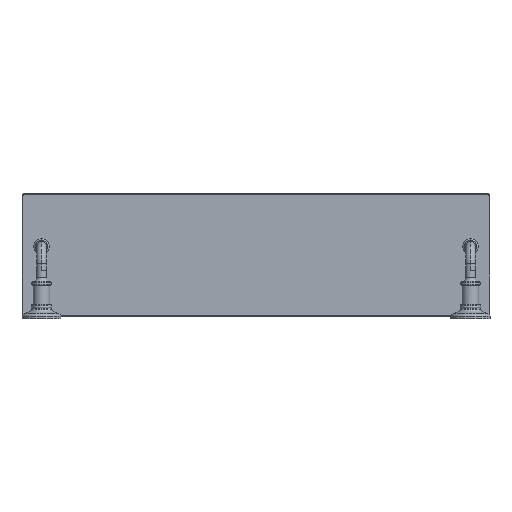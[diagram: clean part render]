
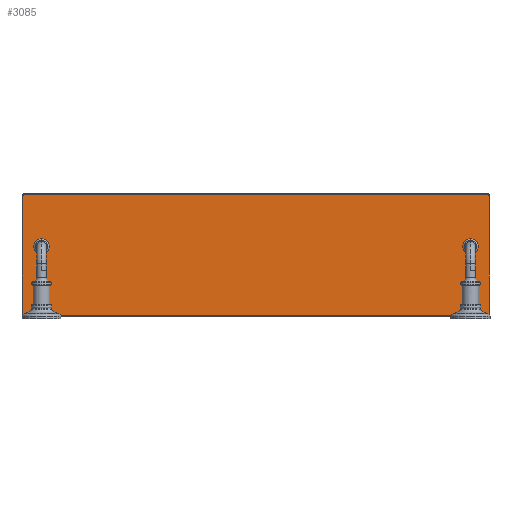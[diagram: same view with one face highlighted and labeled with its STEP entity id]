
A CAD part, front view. The second image highlights one B-rep face of the part: STEP entity #3085.
In plain terms, the highlighted planar face has unit normal (0, -1, 0).
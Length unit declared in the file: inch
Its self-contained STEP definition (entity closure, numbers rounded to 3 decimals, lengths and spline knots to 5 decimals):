
#2714=CARTESIAN_POINT('',(22.84252,1.42709,0.15452));
#2715=CARTESIAN_POINT('',(22.85508,1.42709,0.15452));
#2716=CARTESIAN_POINT('',(22.87898,1.42709,0.15832));
#2717=CARTESIAN_POINT('',(22.91272,1.42709,0.17519));
#2718=CARTESIAN_POINT('',(22.93957,1.42709,0.20182));
#2719=CARTESIAN_POINT('',(22.95676,1.42709,0.23583));
#2720=CARTESIAN_POINT('',(22.96063,1.42709,0.25993));
#2721=CARTESIAN_POINT('',(22.96063,1.42709,0.27263));
#2723=DIRECTION('',(1.,0.,0.));
#2724=VECTOR('',#2723,23.68504);
#2725=CARTESIAN_POINT('',(-0.84252,1.42709,
0.15452));
#2726=LINE('',#2725,#2724);
#2727=CARTESIAN_POINT('',(-0.96063,1.42709,
0.27263));
#2728=CARTESIAN_POINT('',(-0.96063,1.42709,
0.26006));
#2729=CARTESIAN_POINT('',(-0.95682,1.42709,
0.23617));
#2730=CARTESIAN_POINT('',(-0.93995,1.42709,
0.20242));
#2731=CARTESIAN_POINT('',(-0.91332,1.42709,
0.17557));
#2732=CARTESIAN_POINT('',(-0.87931,1.42709,
0.15838));
#2733=CARTESIAN_POINT('',(-0.85522,1.42709,
0.15452));
#2734=CARTESIAN_POINT('',(-0.84252,1.42709,
0.15452));
#2736=DIRECTION('',(0.,0.,-1.));
#2737=VECTOR('',#2736,5.98425);
#2738=CARTESIAN_POINT('',(-0.96063,1.42709,
6.25688));
#2739=LINE('',#2738,#2737);
#2740=CARTESIAN_POINT('',(-0.84252,1.42709,
6.37498));
#2741=CARTESIAN_POINT('',(-0.85508,1.42709,
6.37498));
#2742=CARTESIAN_POINT('',(-0.87898,1.42709,
6.37118));
#2743=CARTESIAN_POINT('',(-0.91272,1.42709,
6.35431));
#2744=CARTESIAN_POINT('',(-0.93957,1.42709,
6.32768));
#2745=CARTESIAN_POINT('',(-0.95676,1.42709,
6.29367));
#2746=CARTESIAN_POINT('',(-0.96063,1.42709,
6.26957));
#2747=CARTESIAN_POINT('',(-0.96063,1.42709,
6.25688));
#2749=DIRECTION('',(-1.,0.,0.));
#2750=VECTOR('',#2749,23.68504);
#2751=CARTESIAN_POINT('',(22.84252,1.42709,6.37498));
#2752=LINE('',#2751,#2750);
#2753=CARTESIAN_POINT('',(22.96063,1.42709,6.25688));
#2754=CARTESIAN_POINT('',(22.96063,1.42709,6.26944));
#2755=CARTESIAN_POINT('',(22.95682,1.42709,6.29334));
#2756=CARTESIAN_POINT('',(22.93995,1.42709,6.32708));
#2757=CARTESIAN_POINT('',(22.91332,1.42709,6.35393));
#2758=CARTESIAN_POINT('',(22.87931,1.42709,6.37112));
#2759=CARTESIAN_POINT('',(22.85522,1.42709,6.37498));
#2760=CARTESIAN_POINT('',(22.84252,1.42709,6.37498));
#2762=DIRECTION('',(0.,0.,1.));
#2763=VECTOR('',#2762,5.98425);
#2764=CARTESIAN_POINT('',(22.96063,1.42709,0.27263));
#2765=LINE('',#2764,#2763);
#3040=VERTEX_POINT('',#2714);
#3041=VERTEX_POINT('',#2721);
#3044=CARTESIAN_POINT('',(22.96063,1.42709,6.25688));
#3045=VERTEX_POINT('',#3044);
#3048=VERTEX_POINT('',#2760);
#3050=CARTESIAN_POINT('',(-0.84252,1.42709,
6.37498));
#3051=VERTEX_POINT('',#3050);
#3054=VERTEX_POINT('',#2747);
#3056=CARTESIAN_POINT('',(-0.96063,1.42709,
0.27263));
#3057=VERTEX_POINT('',#3056);
#3060=VERTEX_POINT('',#2734);
#3062=CARTESIAN_POINT('',(11.,1.42709,3.26475));
#3063=DIRECTION('',(0.,1.,0.));
#3064=DIRECTION('',(-1.,0.,0.));
#3065=AXIS2_PLACEMENT_3D('',#3062,#3063,#3064);
#3066=PLANE('',#3065);
#3068=ORIENTED_EDGE('',*,*,#3067,.F.);
#3070=ORIENTED_EDGE('',*,*,#3069,.F.);
#3072=ORIENTED_EDGE('',*,*,#3071,.F.);
#3074=ORIENTED_EDGE('',*,*,#3073,.F.);
#3076=ORIENTED_EDGE('',*,*,#3075,.F.);
#3078=ORIENTED_EDGE('',*,*,#3077,.F.);
#3080=ORIENTED_EDGE('',*,*,#3079,.F.);
#3082=ORIENTED_EDGE('',*,*,#3081,.F.);
#3083=EDGE_LOOP('',(#3068,#3070,#3072,#3074,#3076,#3078,#3080,#3082));
#3084=FACE_OUTER_BOUND('',#3083,.F.);
#3085=ADVANCED_FACE('',(#3084),#3066,.F.);
#2722=B_SPLINE_CURVE_WITH_KNOTS('',3,(#2714,#2715,#2716,#2717,#2718,#2719,#2720,
#2721),.UNSPECIFIED.,.F.,.F.,(4,1,1,1,1,4),(0.,0.2,0.4,0.6,0.8,1.),
.UNSPECIFIED.);
#2735=B_SPLINE_CURVE_WITH_KNOTS('',3,(#2727,#2728,#2729,#2730,#2731,#2732,#2733,
#2734),.UNSPECIFIED.,.F.,.F.,(4,1,1,1,1,4),(0.,0.2,0.4,0.6,0.8,1.),
.UNSPECIFIED.);
#2748=B_SPLINE_CURVE_WITH_KNOTS('',3,(#2740,#2741,#2742,#2743,#2744,#2745,#2746,
#2747),.UNSPECIFIED.,.F.,.F.,(4,1,1,1,1,4),(0.,0.2,0.4,0.6,0.8,1.),
.UNSPECIFIED.);
#2761=B_SPLINE_CURVE_WITH_KNOTS('',3,(#2753,#2754,#2755,#2756,#2757,#2758,#2759,
#2760),.UNSPECIFIED.,.F.,.F.,(4,1,1,1,1,4),(0.,0.2,0.4,0.6,0.8,1.),
.UNSPECIFIED.);
#3067=EDGE_CURVE('',#3040,#3041,#2722,.T.);
#3069=EDGE_CURVE('',#3060,#3040,#2726,.T.);
#3071=EDGE_CURVE('',#3057,#3060,#2735,.T.);
#3073=EDGE_CURVE('',#3054,#3057,#2739,.T.);
#3075=EDGE_CURVE('',#3051,#3054,#2748,.T.);
#3077=EDGE_CURVE('',#3048,#3051,#2752,.T.);
#3079=EDGE_CURVE('',#3045,#3048,#2761,.T.);
#3081=EDGE_CURVE('',#3041,#3045,#2765,.T.);
